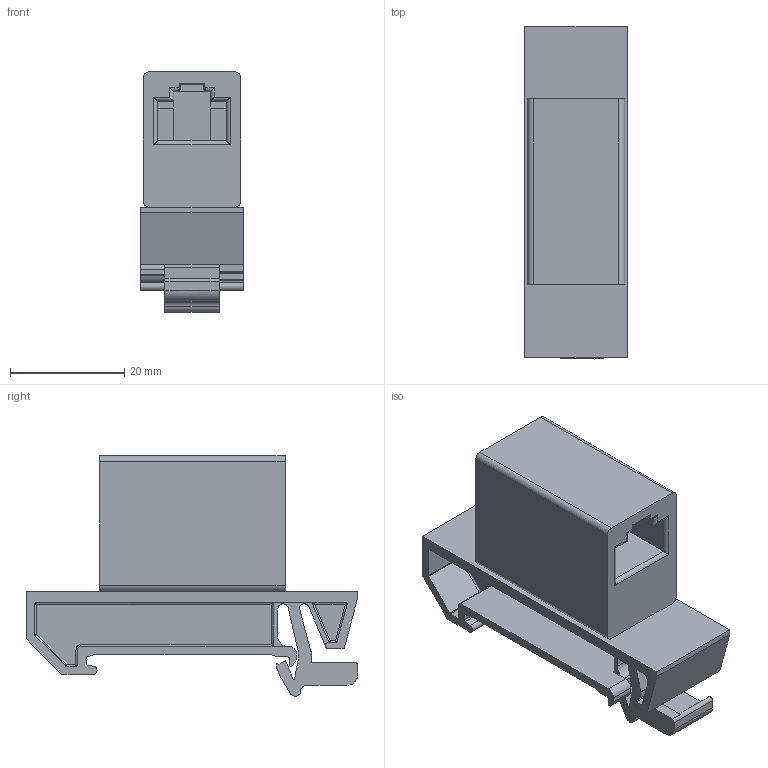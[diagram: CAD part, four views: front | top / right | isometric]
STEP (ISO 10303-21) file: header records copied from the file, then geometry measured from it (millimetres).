
FILE_DESCRIPTION(('CATIA V5 STEP Exchange','CAx-IF Rec.Pracs.--- Model Styling and Organization---1.4--- 2014-01-23'),'2;1');
FILE_NAME ('1352928-4_1', '2022-09-08T06:00:04+00:00', ('none'), ('Weidmueller'), 'CATIA Version 5-6 Release 2016 SP3 HF44', 'CATIA V5 STEP AP214', 'none');
FILE_SCHEMA(('AUTOMOTIVE_DESIGN { 1 0 10303 214 1 1 1 1 }'));
Length unit declared in the file: millimetre
Products named in the file (1): 2819260000
Bounding box: 18 x 58 x 42 mm (x, y, z)
Volume: 15666.7 mm3; surface area: 11020.5 mm2
Topology: 2 solids, 2 shells, 275 faces, 709 edges, 420 vertices
Faces by surface type: cylinder 122, plane 122, bspline 24, sphere 4, torus 3
Entity records: 13322 total; most frequent: CARTESIAN_POINT 7159, ORIENTED_EDGE 1378, DIRECTION 1038, EDGE_CURVE 689, VECTOR 456, LINE 456, VERTEX_POINT 420, AXIS2_PLACEMENT_3D 360
